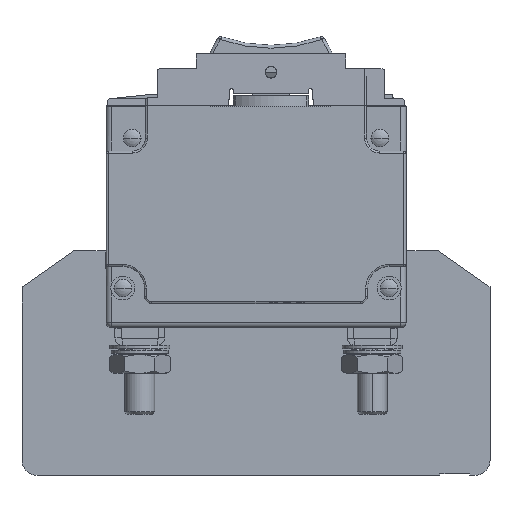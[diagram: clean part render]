
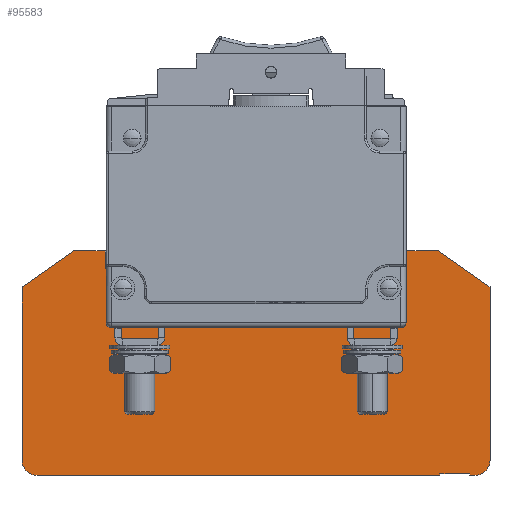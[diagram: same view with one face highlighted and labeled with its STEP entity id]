
A CAD part, top view. The second image highlights one B-rep face of the part: STEP entity #95583.
In plain terms, the highlighted planar face has unit normal (0, 0, 1).
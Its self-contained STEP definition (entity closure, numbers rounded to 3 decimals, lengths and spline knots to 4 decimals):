
#8706=DIRECTION('',(0.,-1.,0.));
#8707=VECTOR('',#8706,0.15);
#8708=CARTESIAN_POINT('',(1.1315,-1.025,-0.339));
#8709=LINE('',#8708,#8707);
#8763=CARTESIAN_POINT('',(0.975,-1.335,-0.339));
#8764=DIRECTION('',(0.,0.,1.));
#8765=DIRECTION('',(0.,1.,0.));
#8766=AXIS2_PLACEMENT_3D('',#8763,#8764,#8765);
#8781=CARTESIAN_POINT('',(0.753,-1.423,-0.339));
#8782=DIRECTION('',(0.,0.,-1.));
#8783=DIRECTION('',(1.,0.,0.));
#8784=AXIS2_PLACEMENT_3D('',#8781,#8782,#8783);
#8786=DIRECTION('',(1.,0.,0.));
#8787=VECTOR('',#8786,0.043);
#8788=CARTESIAN_POINT('',(1.657,-2.895,-0.339));
#8789=LINE('',#8788,#8787);
#8790=DIRECTION('',(0.,1.,0.));
#8791=VECTOR('',#8790,0.015);
#8792=CARTESIAN_POINT('',(1.657,-2.895,-0.339));
#8793=LINE('',#8792,#8791);
#8794=DIRECTION('',(-1.,0.,0.));
#8795=VECTOR('',#8794,0.25);
#8796=CARTESIAN_POINT('',(1.657,-2.88,-0.339));
#8797=LINE('',#8796,#8795);
#8798=DIRECTION('',(0.,1.,0.));
#8799=VECTOR('',#8798,0.015);
#8800=CARTESIAN_POINT('',(1.407,-2.895,-0.339));
#8801=LINE('',#8800,#8799);
#8802=DIRECTION('',(1.,0.,0.));
#8803=VECTOR('',#8802,3.357);
#8804=CARTESIAN_POINT('',(-1.95,-2.895,-0.339));
#8805=LINE('',#8804,#8803);
#8806=DIRECTION('',(0.,-1.,0.));
#8807=VECTOR('',#8806,1.445);
#8808=CARTESIAN_POINT('',(-2.075,-1.325,-0.339));
#8809=LINE('',#8808,#8807);
#8810=DIRECTION('',(-0.819,-0.574,0.));
#8811=VECTOR('',#8810,0.523);
#8812=CARTESIAN_POINT('',(-1.6466,-1.025,-0.339));
#8813=LINE('',#8812,#8811);
#8814=DIRECTION('',(-1.,0.,0.));
#8815=VECTOR('',#8814,0.2651);
#8816=CARTESIAN_POINT('',(-1.3815,-1.025,-0.339));
#8817=LINE('',#8816,#8815);
#8818=DIRECTION('',(-1.,0.,0.));
#8819=VECTOR('',#8818,0.1565);
#8820=CARTESIAN_POINT('',(-1.225,-1.175,-0.339));
#8821=LINE('',#8820,#8819);
#8822=DIRECTION('',(0.,1.,0.));
#8823=VECTOR('',#8822,0.088);
#8824=CARTESIAN_POINT('',(-1.065,-1.423,-0.339));
#8825=LINE('',#8824,#8823);
#8826=DIRECTION('',(-1.,0.,0.));
#8827=VECTOR('',#8826,1.756);
#8828=CARTESIAN_POINT('',(0.753,-1.485,-0.339));
#8829=LINE('',#8828,#8827);
#8830=DIRECTION('',(0.,-1.,0.));
#8831=VECTOR('',#8830,0.088);
#8832=CARTESIAN_POINT('',(0.815,-1.335,-0.339));
#8833=LINE('',#8832,#8831);
#8834=DIRECTION('',(-1.,0.,0.));
#8835=VECTOR('',#8834,0.1565);
#8836=CARTESIAN_POINT('',(1.1315,-1.175,-0.339));
#8837=LINE('',#8836,#8835);
#8838=DIRECTION('',(-1.,0.,0.));
#8839=VECTOR('',#8838,0.2651);
#8840=CARTESIAN_POINT('',(1.3966,-1.025,-0.339));
#8841=LINE('',#8840,#8839);
#8842=DIRECTION('',(-0.819,0.574,0.));
#8843=VECTOR('',#8842,0.523);
#8844=CARTESIAN_POINT('',(1.825,-1.325,-0.339));
#8845=LINE('',#8844,#8843);
#8846=DIRECTION('',(0.,1.,0.));
#8847=VECTOR('',#8846,1.445);
#8848=CARTESIAN_POINT('',(1.825,-2.77,-0.339));
#8849=LINE('',#8848,#8847);
#8850=CARTESIAN_POINT('',(0.985,-1.335,-0.339));
#8851=DIRECTION('',(0.,0.,1.));
#8852=DIRECTION('',(1.,0.,0.));
#8853=AXIS2_PLACEMENT_3D('',#8850,#8851,#8852);
#8855=CARTESIAN_POINT('',(0.985,-1.335,-0.339));
#8856=DIRECTION('',(0.,0.,1.));
#8857=DIRECTION('',(-1.,0.,0.));
#8858=AXIS2_PLACEMENT_3D('',#8855,#8856,#8857);
#8860=CARTESIAN_POINT('',(-1.235,-1.335,-0.339));
#8861=DIRECTION('',(0.,0.,1.));
#8862=DIRECTION('',(1.,0.,0.));
#8863=AXIS2_PLACEMENT_3D('',#8860,#8861,#8862);
#8865=CARTESIAN_POINT('',(-1.235,-1.335,-0.339));
#8866=DIRECTION('',(0.,0.,1.));
#8867=DIRECTION('',(-1.,0.,0.));
#8868=AXIS2_PLACEMENT_3D('',#8865,#8866,#8867);
#8883=CARTESIAN_POINT('',(1.7,-2.77,-0.339));
#8884=DIRECTION('',(0.,0.,1.));
#8885=DIRECTION('',(0.,-1.,0.));
#8886=AXIS2_PLACEMENT_3D('',#8883,#8884,#8885);
#8989=CARTESIAN_POINT('',(-1.003,-1.423,-0.339));
#8990=DIRECTION('',(0.,0.,-1.));
#8991=DIRECTION('',(0.,-1.,0.));
#8992=AXIS2_PLACEMENT_3D('',#8989,#8990,#8991);
#9007=CARTESIAN_POINT('',(-1.225,-1.335,-0.339));
#9008=DIRECTION('',(0.,0.,1.));
#9009=DIRECTION('',(1.,0.,0.));
#9010=AXIS2_PLACEMENT_3D('',#9007,#9008,#9009);
#9016=DIRECTION('',(0.,1.,0.));
#9017=VECTOR('',#9016,0.15);
#9018=CARTESIAN_POINT('',(-1.3815,-1.175,-0.339));
#9019=LINE('',#9018,#9017);
#9146=CARTESIAN_POINT('',(-1.95,-2.77,-0.339));
#9147=DIRECTION('',(0.,0.,1.));
#9148=DIRECTION('',(-1.,0.,0.));
#9149=AXIS2_PLACEMENT_3D('',#9146,#9147,#9148);
#89850=CARTESIAN_POINT('',(0.815,-1.335,-0.339));
#89852=VERTEX_POINT('',#89850);
#89856=CARTESIAN_POINT('',(0.975,-1.175,-0.339));
#89857=VERTEX_POINT('',#89856);
#89858=CARTESIAN_POINT('',(-1.225,-1.175,-0.339));
#89860=VERTEX_POINT('',#89858);
#89864=CARTESIAN_POINT('',(-1.065,-1.335,-0.339));
#89865=VERTEX_POINT('',#89864);
#89867=CARTESIAN_POINT('',(0.753,-1.485,-0.339));
#89869=VERTEX_POINT('',#89867);
#89871=CARTESIAN_POINT('',(0.815,-1.423,-0.339));
#89873=VERTEX_POINT('',#89871);
#89875=CARTESIAN_POINT('',(-1.065,-1.423,-0.339));
#89877=VERTEX_POINT('',#89875);
#89879=CARTESIAN_POINT('',(-1.003,-1.485,-0.339));
#89881=VERTEX_POINT('',#89879);
#89882=CARTESIAN_POINT('',(-1.3815,-1.175,-0.339));
#89883=CARTESIAN_POINT('',(-1.3815,-1.025,-0.339));
#89884=VERTEX_POINT('',#89882);
#89885=VERTEX_POINT('',#89883);
#89892=CARTESIAN_POINT('',(1.1315,-1.025,-0.339));
#89893=CARTESIAN_POINT('',(1.1315,-1.175,-0.339));
#89894=VERTEX_POINT('',#89892);
#89895=VERTEX_POINT('',#89893);
#89902=CARTESIAN_POINT('',(-1.6466,-1.025,-0.339));
#89903=VERTEX_POINT('',#89902);
#89906=CARTESIAN_POINT('',(1.3966,-1.025,-0.339));
#89907=VERTEX_POINT('',#89906);
#89918=CARTESIAN_POINT('',(1.407,-2.895,-0.339));
#89919=CARTESIAN_POINT('',(1.407,-2.88,-0.339));
#89920=VERTEX_POINT('',#89918);
#89921=VERTEX_POINT('',#89919);
#89922=CARTESIAN_POINT('',(1.657,-2.895,-0.339));
#89923=CARTESIAN_POINT('',(1.657,-2.88,-0.339));
#89924=VERTEX_POINT('',#89922);
#89925=VERTEX_POINT('',#89923);
#89926=CARTESIAN_POINT('',(1.825,-2.77,-0.339));
#89928=VERTEX_POINT('',#89926);
#89932=CARTESIAN_POINT('',(1.7,-2.895,-0.339));
#89933=VERTEX_POINT('',#89932);
#89946=CARTESIAN_POINT('',(-1.1375,-1.335,-0.339));
#89947=CARTESIAN_POINT('',(-1.3325,-1.335,-0.339));
#89948=VERTEX_POINT('',#89946);
#89949=VERTEX_POINT('',#89947);
#89978=CARTESIAN_POINT('',(1.0825,-1.335,-0.339));
#89979=CARTESIAN_POINT('',(0.8875,-1.335,-0.339));
#89980=VERTEX_POINT('',#89978);
#89981=VERTEX_POINT('',#89979);
#89998=CARTESIAN_POINT('',(-1.95,-2.895,-0.339));
#90000=VERTEX_POINT('',#89998);
#90004=CARTESIAN_POINT('',(-2.075,-2.77,-0.339));
#90005=VERTEX_POINT('',#90004);
#90010=CARTESIAN_POINT('',(-2.075,-1.325,-0.339));
#90011=VERTEX_POINT('',#90010);
#90012=CARTESIAN_POINT('',(1.825,-1.325,-0.339));
#90013=VERTEX_POINT('',#90012);
#95523=CARTESIAN_POINT('',(-2.075,-2.895,-0.339));
#95524=DIRECTION('',(0.,0.,1.));
#95525=DIRECTION('',(1.,0.,0.));
#95526=AXIS2_PLACEMENT_3D('',#95523,#95524,#95525);
#95527=PLANE('',#95526);
#95529=ORIENTED_EDGE('',*,*,#95528,.F.);
#95531=ORIENTED_EDGE('',*,*,#95530,.F.);
#95533=ORIENTED_EDGE('',*,*,#95532,.T.);
#95535=ORIENTED_EDGE('',*,*,#95534,.T.);
#95537=ORIENTED_EDGE('',*,*,#95536,.F.);
#95539=ORIENTED_EDGE('',*,*,#95538,.F.);
#95541=ORIENTED_EDGE('',*,*,#95540,.F.);
#95543=ORIENTED_EDGE('',*,*,#95542,.F.);
#95545=ORIENTED_EDGE('',*,*,#95544,.F.);
#95547=ORIENTED_EDGE('',*,*,#95546,.F.);
#95549=ORIENTED_EDGE('',*,*,#95548,.F.);
#95551=ORIENTED_EDGE('',*,*,#95550,.F.);
#95553=ORIENTED_EDGE('',*,*,#95552,.F.);
#95555=ORIENTED_EDGE('',*,*,#95554,.F.);
#95557=ORIENTED_EDGE('',*,*,#95556,.F.);
#95558=ORIENTED_EDGE('',*,*,#95514,.F.);
#95559=ORIENTED_EDGE('',*,*,#95503,.F.);
#95560=ORIENTED_EDGE('',*,*,#95488,.F.);
#95561=ORIENTED_EDGE('',*,*,#95473,.F.);
#95562=ORIENTED_EDGE('',*,*,#95458,.F.);
#95563=ORIENTED_EDGE('',*,*,#95396,.F.);
#95564=ORIENTED_EDGE('',*,*,#95346,.F.);
#95566=ORIENTED_EDGE('',*,*,#95565,.F.);
#95568=ORIENTED_EDGE('',*,*,#95567,.F.);
#95569=EDGE_LOOP('',(#95529,#95531,#95533,#95535,#95537,#95539,#95541,#95543,
#95545,#95547,#95549,#95551,#95553,#95555,#95557,#95558,#95559,#95560,#95561,
#95562,#95563,#95564,#95566,#95568));
#95570=FACE_OUTER_BOUND('',#95569,.F.);
#95572=ORIENTED_EDGE('',*,*,#95571,.T.);
#95574=ORIENTED_EDGE('',*,*,#95573,.T.);
#95575=EDGE_LOOP('',(#95572,#95574));
#95576=FACE_BOUND('',#95575,.F.);
#95578=ORIENTED_EDGE('',*,*,#95577,.T.);
#95580=ORIENTED_EDGE('',*,*,#95579,.T.);
#95581=EDGE_LOOP('',(#95578,#95580));
#95582=FACE_BOUND('',#95581,.F.);
#8767=CIRCLE('',#8766,0.16);
#8785=CIRCLE('',#8784,0.062);
#8854=CIRCLE('',#8853,0.0975);
#8859=CIRCLE('',#8858,0.0975);
#8864=CIRCLE('',#8863,0.0975);
#8869=CIRCLE('',#8868,0.0975);
#8887=CIRCLE('',#8886,0.125);
#8993=CIRCLE('',#8992,0.062);
#9011=CIRCLE('',#9010,0.16);
#9150=CIRCLE('',#9149,0.125);
#95346=EDGE_CURVE('',#89907,#89894,#8841,.T.);
#95396=EDGE_CURVE('',#89894,#89895,#8709,.T.);
#95458=EDGE_CURVE('',#89895,#89857,#8837,.T.);
#95473=EDGE_CURVE('',#89857,#89852,#8767,.T.);
#95488=EDGE_CURVE('',#89852,#89873,#8833,.T.);
#95503=EDGE_CURVE('',#89873,#89869,#8785,.T.);
#95514=EDGE_CURVE('',#89869,#89881,#8829,.T.);
#95528=EDGE_CURVE('',#89933,#89928,#8887,.T.);
#95530=EDGE_CURVE('',#89924,#89933,#8789,.T.);
#95532=EDGE_CURVE('',#89924,#89925,#8793,.T.);
#95534=EDGE_CURVE('',#89925,#89921,#8797,.T.);
#95536=EDGE_CURVE('',#89920,#89921,#8801,.T.);
#95538=EDGE_CURVE('',#90000,#89920,#8805,.T.);
#95540=EDGE_CURVE('',#90005,#90000,#9150,.T.);
#95542=EDGE_CURVE('',#90011,#90005,#8809,.T.);
#95544=EDGE_CURVE('',#89903,#90011,#8813,.T.);
#95546=EDGE_CURVE('',#89885,#89903,#8817,.T.);
#95548=EDGE_CURVE('',#89884,#89885,#9019,.T.);
#95550=EDGE_CURVE('',#89860,#89884,#8821,.T.);
#95552=EDGE_CURVE('',#89865,#89860,#9011,.T.);
#95554=EDGE_CURVE('',#89877,#89865,#8825,.T.);
#95556=EDGE_CURVE('',#89881,#89877,#8993,.T.);
#95565=EDGE_CURVE('',#90013,#89907,#8845,.T.);
#95567=EDGE_CURVE('',#89928,#90013,#8849,.T.);
#95571=EDGE_CURVE('',#89980,#89981,#8854,.T.);
#95573=EDGE_CURVE('',#89981,#89980,#8859,.T.);
#95577=EDGE_CURVE('',#89948,#89949,#8864,.T.);
#95579=EDGE_CURVE('',#89949,#89948,#8869,.T.);
#95583=ADVANCED_FACE('',(#95570,#95576,#95582),#95527,.T.);
